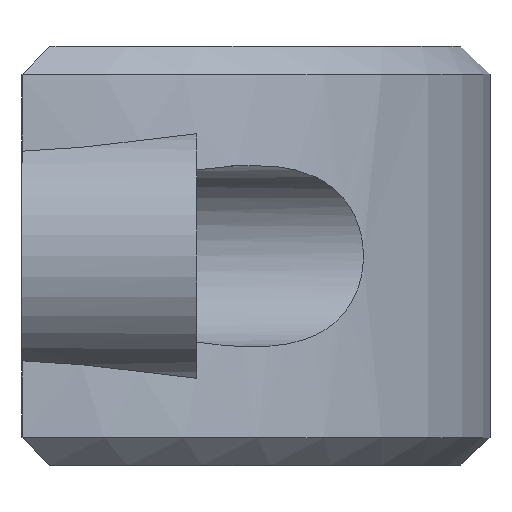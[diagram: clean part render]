
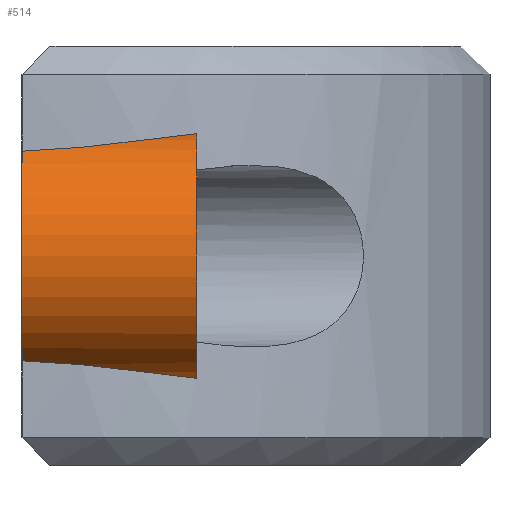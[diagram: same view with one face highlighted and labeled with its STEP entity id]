
A CAD part, left-side view. The second image highlights one B-rep face of the part: STEP entity #514.
In plain terms, the highlighted cylindrical face has radius 4.5 mm (diameter 9 mm), a partial arc.
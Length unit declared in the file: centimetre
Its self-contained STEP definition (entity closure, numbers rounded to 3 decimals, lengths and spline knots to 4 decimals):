
#111=CYLINDRICAL_SURFACE('',#559,0.45);
#175=B_SPLINE_CURVE_WITH_KNOTS('',3,(#686,#687,#688,#689,#690,#691,#692,
#693,#694,#695,#696,#697,#698,#699,#700),.UNSPECIFIED.,.F.,.U.,(4,2,2,3,
2,2,4),(-0.9729,-0.6486,-0.3243,0.,0.3243,
0.6486,0.9729),.UNSPECIFIED.);
#177=B_SPLINE_CURVE_WITH_KNOTS('',3,(#732,#733,#734,#735,#736,#737,#738,
#739,#740,#741,#742,#743,#744,#745),.UNSPECIFIED.,.F.,.U.,(4,2,2,2,2,2,4),
(2.658,2.9823,3.3066,3.6309,3.9552,
4.2795,4.6037),.UNSPECIFIED.);
#196=VERTEX_POINT('',#622);
#197=VERTEX_POINT('',#624);
#211=VERTEX_POINT('',#701);
#214=VERTEX_POINT('',#731);
#226=CIRCLE('',#529,0.45);
#236=CIRCLE('',#549,0.45);
#263=EDGE_CURVE('',#197,#196,#226,.T.);
#287=EDGE_CURVE('',#197,#211,#175,.T.);
#291=EDGE_CURVE('',#214,#196,#177,.T.);
#298=EDGE_CURVE('',#214,#211,#236,.T.);
#409=ORIENTED_EDGE('',*,*,#263,.T.);
#410=ORIENTED_EDGE('',*,*,#291,.F.);
#411=ORIENTED_EDGE('',*,*,#298,.T.);
#412=ORIENTED_EDGE('',*,*,#287,.F.);
#456=EDGE_LOOP('',(#409,#410,#411,#412));
#488=FACE_BOUND('',#456,.T.);
#514=ADVANCED_FACE('',(#488),#111,.T.);
#529=AXIS2_PLACEMENT_3D('',#623,#853,#854);
#549=AXIS2_PLACEMENT_3D('',#808,#899,#900);
#559=AXIS2_PLACEMENT_3D('',#820,#918,#919);
#622=CARTESIAN_POINT('',(-1.7484,-5.575,-0.3752));
#623=CARTESIAN_POINT('',(-1.5,-5.575,0.));
#624=CARTESIAN_POINT('',(-1.7484,-5.575,0.3752));
#686=CARTESIAN_POINT('',(-1.4788,-4.5642,0.4495));
#687=CARTESIAN_POINT('',(-1.5361,-4.6548,0.4522));
#688=CARTESIAN_POINT('',(-1.5861,-4.7525,0.4437));
#689=CARTESIAN_POINT('',(-1.6673,-4.9572,0.4199));
#690=CARTESIAN_POINT('',(-1.6985,-5.0643,0.4045));
#691=CARTESIAN_POINT('',(-1.7398,-5.2816,0.3815));
#692=CARTESIAN_POINT('',(-1.75,-5.3919,0.3742));
#693=CARTESIAN_POINT('',(-1.75,-5.5,0.3742));
#694=CARTESIAN_POINT('',(-1.75,-5.6081,0.3742));
#695=CARTESIAN_POINT('',(-1.7398,-5.7184,0.3815));
#696=CARTESIAN_POINT('',(-1.6985,-5.9357,0.4045));
#697=CARTESIAN_POINT('',(-1.6673,-6.0428,0.4199));
#698=CARTESIAN_POINT('',(-1.5861,-6.2475,0.4437));
#699=CARTESIAN_POINT('',(-1.5361,-6.3452,0.4522));
#700=CARTESIAN_POINT('',(-1.4788,-6.4358,0.4495));
#701=CARTESIAN_POINT('',(-1.6039,-6.2,0.4378));
#731=CARTESIAN_POINT('',(-1.6039,-6.2,-0.4378));
#732=CARTESIAN_POINT('',(-1.4788,-6.4358,-0.4495));
#733=CARTESIAN_POINT('',(-1.5361,-6.3452,-0.4522));
#734=CARTESIAN_POINT('',(-1.5861,-6.2475,-0.4437));
#735=CARTESIAN_POINT('',(-1.6673,-6.0428,-0.4199));
#736=CARTESIAN_POINT('',(-1.6985,-5.9357,-0.4045));
#737=CARTESIAN_POINT('',(-1.7398,-5.7184,-0.3815));
#738=CARTESIAN_POINT('',(-1.75,-5.6081,-0.3742));
#739=CARTESIAN_POINT('',(-1.75,-5.3919,-0.3742));
#740=CARTESIAN_POINT('',(-1.7398,-5.2816,-0.3815));
#741=CARTESIAN_POINT('',(-1.6985,-5.0643,-0.4045));
#742=CARTESIAN_POINT('',(-1.6673,-4.9572,-0.4199));
#743=CARTESIAN_POINT('',(-1.5861,-4.7525,-0.4437));
#744=CARTESIAN_POINT('',(-1.5361,-4.6548,-0.4522));
#745=CARTESIAN_POINT('',(-1.4788,-4.5642,-0.4495));
#808=CARTESIAN_POINT('',(-1.5,-6.2,0.));
#820=CARTESIAN_POINT('',(-1.5,-6.2,0.));
#853=DIRECTION('',(0.,-1.,0.));
#854=DIRECTION('',(0.45,0.,0.));
#899=DIRECTION('',(0.,1.,0.));
#900=DIRECTION('',(0.45,0.,0.));
#918=DIRECTION('',(0.,1.,0.));
#919=DIRECTION('',(0.45,0.,0.));
